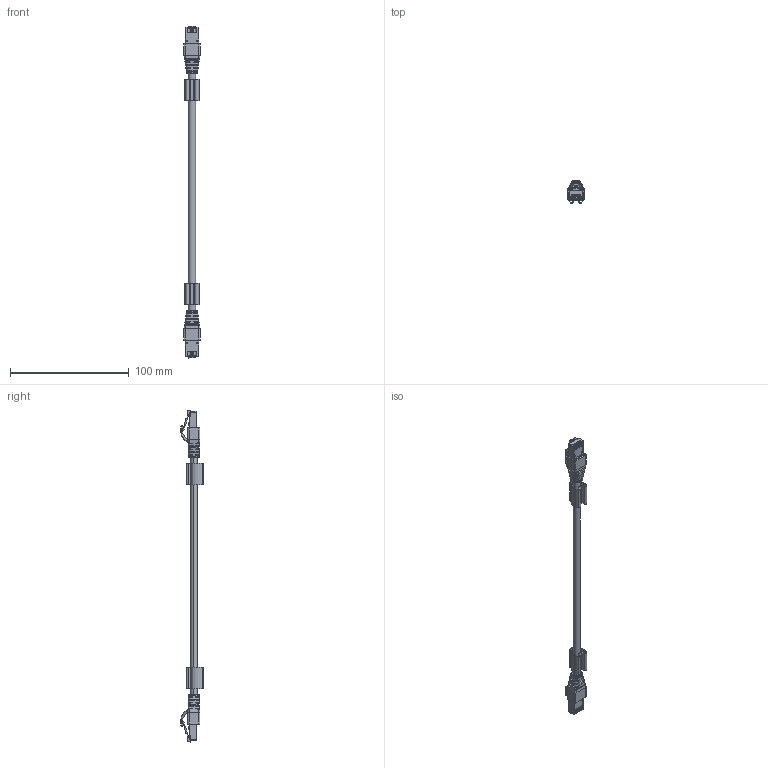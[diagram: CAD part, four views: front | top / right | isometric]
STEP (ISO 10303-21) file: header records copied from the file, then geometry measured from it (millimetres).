
FILE_DESCRIPTION(('CATIA V5 STEP Exchange','CAx-IF Rec.Pracs.--- Model Styling and Organization---1.5--- 2016-08-15','CAx-IF Rec.Pracs.---Supplemental Geometry---1.0---2011-11-01','CAx-IF Rec.Pracs.--- Composite Materials ---1.1---2010-07-15'),'2;1');
FILE_NAME ('156364-2_0', '2025-08-18T10:33:10+00:00', ('none'), ('Weidmueller'), 'CATIA Version 5-6 Release 2024 SP4', 'CATIA V5 STEP AP214 v3', 'none');
FILE_SCHEMA(('AUTOMOTIVE_DESIGN { 1 0 10303 214 1 1 1 1 }'));
Length unit declared in the file: millimetre
Products named in the file (1): 1166020000
Bounding box: 13.7 x 19.06 x 279.96 mm (x, y, z)
Volume: 14475.6 mm3; surface area: 16400.8 mm2
Topology: 1 solids, 5 shells, 1432 faces, 4062 edges, 2620 vertices
Faces by surface type: plane 862, cylinder 380, bspline 172, torus 14, sphere 4
Entity records: 55094 total; most frequent: CARTESIAN_POINT 20733, ORIENTED_EDGE 8092, DIRECTION 4872, EDGE_CURVE 4046, VECTOR 2628, LINE 2628, VERTEX_POINT 2620, EDGE_LOOP 1460
